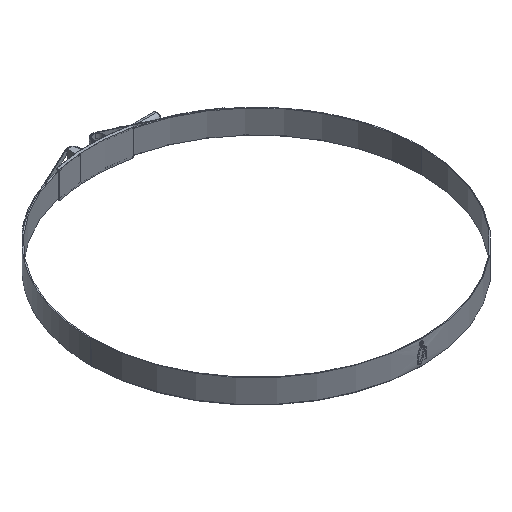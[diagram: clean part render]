
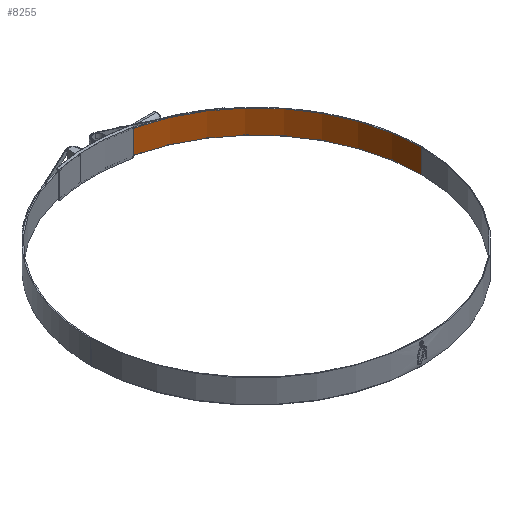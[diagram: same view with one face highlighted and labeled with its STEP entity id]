
A CAD part, isometric view. The second image highlights one B-rep face of the part: STEP entity #8255.
In plain terms, the highlighted cylindrical face has radius 135 mm (diameter 270 mm), a partial arc.
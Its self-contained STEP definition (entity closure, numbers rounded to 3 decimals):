
#19 = EDGE_CURVE ( 'NONE', #11155, #8260, #8502, .T. ) ;
#606 = ORIENTED_EDGE ( 'NONE', *, *, #13047, .T. ) ;
#953 = ORIENTED_EDGE ( 'NONE', *, *, #10043, .F. ) ;
#1083 = VECTOR ( 'NONE', #4469, 1000. ) ;
#1136 = CARTESIAN_POINT ( 'NONE',  ( 0., 0., -9.65 ) ) ;
#1777 = FACE_OUTER_BOUND ( 'NONE', #3980, .T. ) ;
#2258 = CARTESIAN_POINT ( 'NONE',  ( 9.643, 134.655, 9.65 ) ) ;
#2791 = CARTESIAN_POINT ( 'NONE',  ( 0., 0., 9.65 ) ) ;
#2921 = CARTESIAN_POINT ( 'NONE',  ( 9.643, 134.655, 9.65 ) ) ;
#2939 = DIRECTION ( 'NONE',  ( -1., 0., 0. ) ) ;
#3738 = CARTESIAN_POINT ( 'NONE',  ( 135., 0., 9.65 ) ) ;
#3910 = CARTESIAN_POINT ( 'NONE',  ( 9.643, 134.655, -9.65 ) ) ;
#3980 = EDGE_LOOP ( 'NONE', ( #953, #7509, #11597, #606 ) ) ;
#4102 = DIRECTION ( 'NONE',  ( -1., 0., 0. ) ) ;
#4469 = DIRECTION ( 'NONE',  ( 0., 0., -1. ) ) ;
#4771 = AXIS2_PLACEMENT_3D ( 'NONE', #12892, #5132, #7315 ) ;
#5132 = DIRECTION ( 'NONE',  ( 0., 0., -1. ) ) ;
#5184 = AXIS2_PLACEMENT_3D ( 'NONE', #1136, #9768, #4102 ) ;
#5587 = CARTESIAN_POINT ( 'NONE',  ( 135., 0., -9.65 ) ) ;
#6718 = EDGE_CURVE ( 'NONE', #11155, #13398, #10643, .T. ) ;
#7016 = CARTESIAN_POINT ( 'NONE',  ( 135., 0., 9.65 ) ) ;
#7315 = DIRECTION ( 'NONE',  ( -1., 0., 0. ) ) ;
#7509 = ORIENTED_EDGE ( 'NONE', *, *, #6718, .F. ) ;
#7528 = CIRCLE ( 'NONE', #5184, 135. ) ;
#7672 = VECTOR ( 'NONE', #9681, 1000. ) ;
#7844 = AXIS2_PLACEMENT_3D ( 'NONE', #2791, #9473, #2939 ) ;
#8255 = ADVANCED_FACE ( 'NONE', ( #1777 ), #8301, .F. ) ;
#8260 = VERTEX_POINT ( 'NONE', #3910 ) ;
#8301 = CYLINDRICAL_SURFACE ( 'NONE', #7844, 135. ) ;
#8502 = LINE ( 'NONE', #2921, #7672 ) ;
#9473 = DIRECTION ( 'NONE',  ( 0., 0., -1. ) ) ;
#9681 = DIRECTION ( 'NONE',  ( 0., 0., -1. ) ) ;
#9768 = DIRECTION ( 'NONE',  ( 0., 0., -1. ) ) ;
#10043 = EDGE_CURVE ( 'NONE', #13398, #11700, #13832, .T. ) ;
#10643 = CIRCLE ( 'NONE', #4771, 135. ) ;
#11155 = VERTEX_POINT ( 'NONE', #2258 ) ;
#11597 = ORIENTED_EDGE ( 'NONE', *, *, #19, .T. ) ;
#11700 = VERTEX_POINT ( 'NONE', #5587 ) ;
#12892 = CARTESIAN_POINT ( 'NONE',  ( 0., 0., 9.65 ) ) ;
#13047 = EDGE_CURVE ( 'NONE', #8260, #11700, #7528, .T. ) ;
#13398 = VERTEX_POINT ( 'NONE', #7016 ) ;
#13832 = LINE ( 'NONE', #3738, #1083 ) ;
